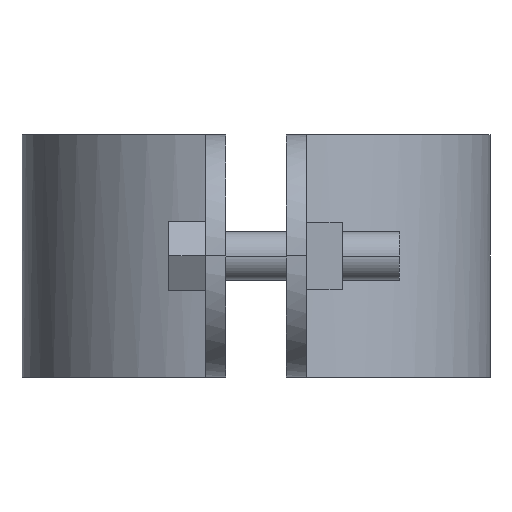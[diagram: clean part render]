
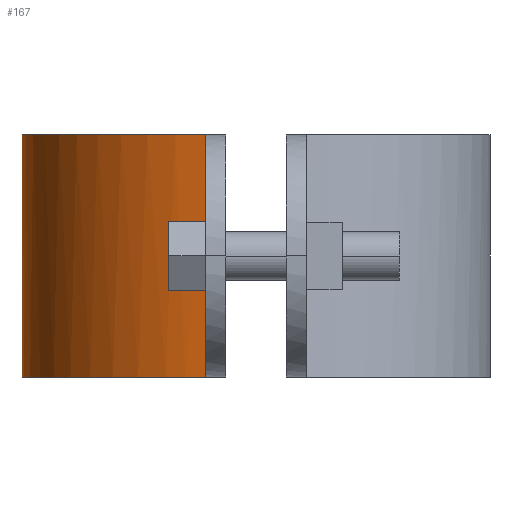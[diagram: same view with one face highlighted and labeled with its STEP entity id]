
A CAD part, left-side view. The second image highlights one B-rep face of the part: STEP entity #167.
In plain terms, the highlighted free-form (B-spline) face has degree [3, 1] with [4, 2] control points.
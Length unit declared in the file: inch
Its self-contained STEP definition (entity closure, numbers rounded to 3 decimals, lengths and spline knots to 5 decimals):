
#167=ADVANCED_FACE('',(#410),#411,.T.);
#410=FACE_OUTER_BOUND('',#756,.T.);
#411=B_SPLINE_SURFACE_WITH_KNOTS('',3,1,((#757,#758),(#759,#760),(#761,#762),(#763,#764)),.UNSPECIFIED.,.F.,.F.,.F.,(4,4),(2,2),(0.0,1.0),(0.0,1.25),.UNSPECIFIED.);
#756=EDGE_LOOP('',(#1263,#1264,#1265,#1266));
#757=CARTESIAN_POINT('',(1.64853,2.30227,0.0));
#758=CARTESIAN_POINT('',(1.64853,2.30227,1.25));
#759=CARTESIAN_POINT('',(1.08189,2.30227,0.0));
#760=CARTESIAN_POINT('',(1.08189,2.30227,1.25));
#761=CARTESIAN_POINT('',(0.59146,1.90813,0.0));
#762=CARTESIAN_POINT('',(0.59146,1.90813,1.25));
#763=CARTESIAN_POINT('',(0.46956,1.35474,0.0));
#764=CARTESIAN_POINT('',(0.46956,1.35474,1.25));
#1263=ORIENTED_EDGE('',*,*,#1989,.T.);
#1264=ORIENTED_EDGE('',*,*,#1990,.T.);
#1265=ORIENTED_EDGE('',*,*,#1991,.T.);
#1266=ORIENTED_EDGE('',*,*,#1992,.F.);
#1989=EDGE_CURVE('',#2294,#2295,#2296,.T.);
#1990=EDGE_CURVE('',#2295,#2297,#2298,.T.);
#1991=EDGE_CURVE('',#2297,#2299,#2300,.T.);
#1992=EDGE_CURVE('',#2294,#2299,#2301,.T.);
#2294=VERTEX_POINT('',#2743);
#2295=VERTEX_POINT('',#2744);
#2296=B_SPLINE_CURVE_WITH_KNOTS('',3,(#2745,#2746,#2747,#2748),.UNSPECIFIED.,.F.,.F.,(4,4),(0.0,1.0),.UNSPECIFIED.);
#2297=VERTEX_POINT('',#2749);
#2298=LINE('',#2750,#2751);
#2299=VERTEX_POINT('',#2752);
#2300=B_SPLINE_CURVE_WITH_KNOTS('',3,(#2753,#2754,#2755,#2756),.UNSPECIFIED.,.F.,.F.,(4,4),(-1.0,-0.0),.UNSPECIFIED.);
#2301=LINE('',#2757,#2758);
#2743=CARTESIAN_POINT('',(1.64853,2.30227,0.00008));
#2744=CARTESIAN_POINT('',(0.46956,1.35474,0.00008));
#2745=CARTESIAN_POINT('',(1.64853,2.30227,0.00008));
#2746=CARTESIAN_POINT('',(1.08189,2.30227,0.00008));
#2747=CARTESIAN_POINT('',(0.59146,1.90813,0.00008));
#2748=CARTESIAN_POINT('',(0.46956,1.35474,0.00008));
#2749=CARTESIAN_POINT('',(0.46956,1.35474,1.24989));
#2750=CARTESIAN_POINT('',(0.46956,1.35474,0.0));
#2751=VECTOR('',#3481,1.0);
#2752=CARTESIAN_POINT('',(1.64853,2.30227,1.24989));
#2753=CARTESIAN_POINT('',(0.46956,1.35474,1.24989));
#2754=CARTESIAN_POINT('',(0.59146,1.90813,1.24989));
#2755=CARTESIAN_POINT('',(1.08189,2.30227,1.24989));
#2756=CARTESIAN_POINT('',(1.64853,2.30227,1.24989));
#2757=CARTESIAN_POINT('',(1.64853,2.30227,0.0));
#2758=VECTOR('',#3482,1.0);
#3481=DIRECTION('',(0.0,0.0,1.0));
#3482=DIRECTION('',(0.0,0.0,1.0));
